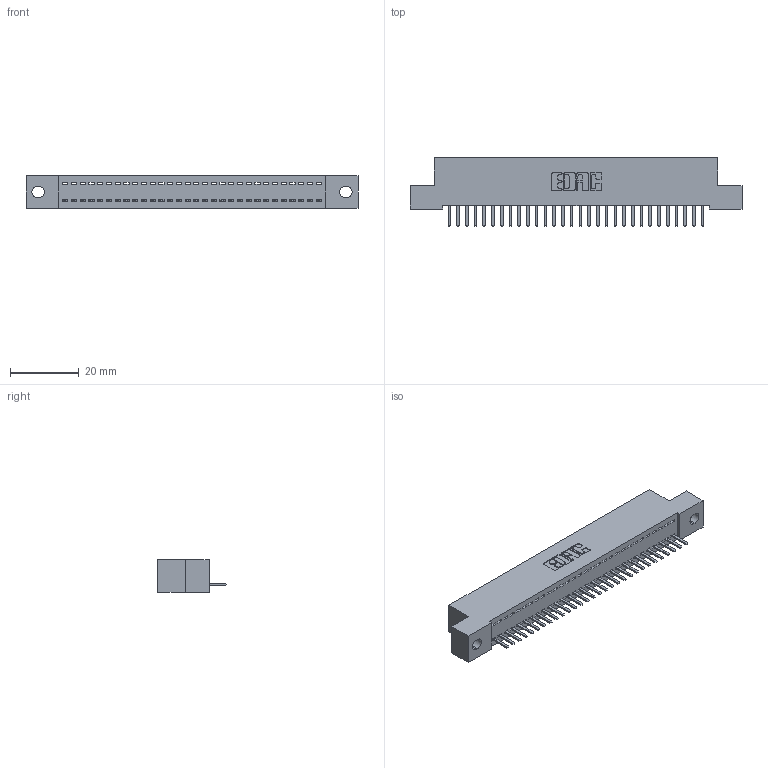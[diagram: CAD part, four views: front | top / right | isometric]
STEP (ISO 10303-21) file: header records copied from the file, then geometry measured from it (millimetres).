
FILE_DESCRIPTION (( 'STEP AP203' ), '1' );
FILE_NAME ('392-030-520-102.STEP', '2018-08-15T22:03:23', ( '' ), ( '' ), 'SwSTEP 2.0', 'SolidWorks 2016', '' );
FILE_SCHEMA (( 'CONFIG_CONTROL_DESIGN' ));
Length unit declared in the file: inch
Products named in the file (3): 342 Part_.128 Slot; 345-292-001_345-293-120; 392-030-520-102
Assembly tree (31 placements, depth 2):
  392-030-520-102
    342 Part_.128 Slot
    345-292-001_345-293-120  x30
Bounding box: 96.52 x 20.02 x 9.4 mm (x, y, z)
Volume: 8280.2 mm3; surface area: 11418.7 mm2
Topology: 31 solids, 31 shells, 1974 faces, 5831 edges, 3806 vertices
Faces by surface type: plane 1390, cylinder 584
Entity records: 20009 total; most frequent: CARTESIAN_POINT 3472, ORIENTED_EDGE 3426, DIRECTION 2941, EDGE_CURVE 1713, LINE 1581, VECTOR 1581, VERTEX_POINT 1138, AXIS2_PLACEMENT_3D 680
